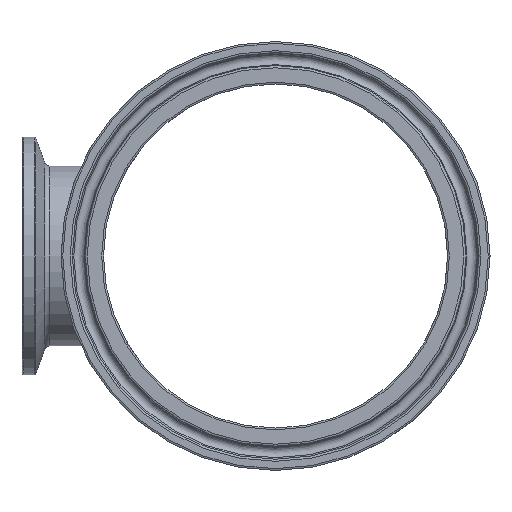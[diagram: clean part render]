
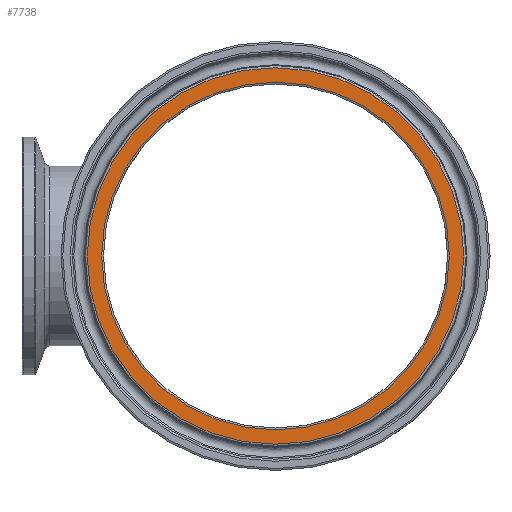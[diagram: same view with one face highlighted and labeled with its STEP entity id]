
A CAD part, left-side view. The second image highlights one B-rep face of the part: STEP entity #7738.
In plain terms, the highlighted planar face has unit normal (-1, 0, 0).
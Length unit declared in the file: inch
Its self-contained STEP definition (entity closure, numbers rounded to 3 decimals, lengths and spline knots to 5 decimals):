
#178=FACE_BOUND('',#1507,.T.);
#375=PLANE('',#8227);
#984=FACE_OUTER_BOUND('',#1506,.T.);
#1506=EDGE_LOOP('',(#7193));
#1507=EDGE_LOOP('',(#7194));
#2745=CIRCLE('',#8226,1.45);
#2746=CIRCLE('',#8228,1.57066);
#3876=VERTEX_POINT('',#16770);
#3877=VERTEX_POINT('',#16773);
#4991=EDGE_CURVE('',#3876,#3876,#2745,.T.);
#4992=EDGE_CURVE('',#3877,#3877,#2746,.T.);
#7193=ORIENTED_EDGE('',*,*,#4992,.F.);
#7194=ORIENTED_EDGE('',*,*,#4991,.F.);
#7738=ADVANCED_FACE('',(#984,#178),#375,.T.);
#8226=AXIS2_PLACEMENT_3D('',#16771,#9704,#9705);
#8227=AXIS2_PLACEMENT_3D('',#16772,#9706,#9707);
#8228=AXIS2_PLACEMENT_3D('',#16774,#9708,#9709);
#9704=DIRECTION('center_axis',(-1.,0.,0.));
#9705=DIRECTION('ref_axis',(0.,-1.,0.));
#9706=DIRECTION('center_axis',(-1.,0.,0.));
#9707=DIRECTION('ref_axis',(0.,0.,1.));
#9708=DIRECTION('center_axis',(1.,0.,0.));
#9709=DIRECTION('ref_axis',(0.,-1.,0.));
#16770=CARTESIAN_POINT('',(-3.094,1.45,0.));
#16771=CARTESIAN_POINT('Origin',(-3.094,0.,0.));
#16772=CARTESIAN_POINT('Origin',(-3.094,1.58466,0.));
#16773=CARTESIAN_POINT('',(-3.094,1.57066,0.));
#16774=CARTESIAN_POINT('Origin',(-3.094,0.,0.));
